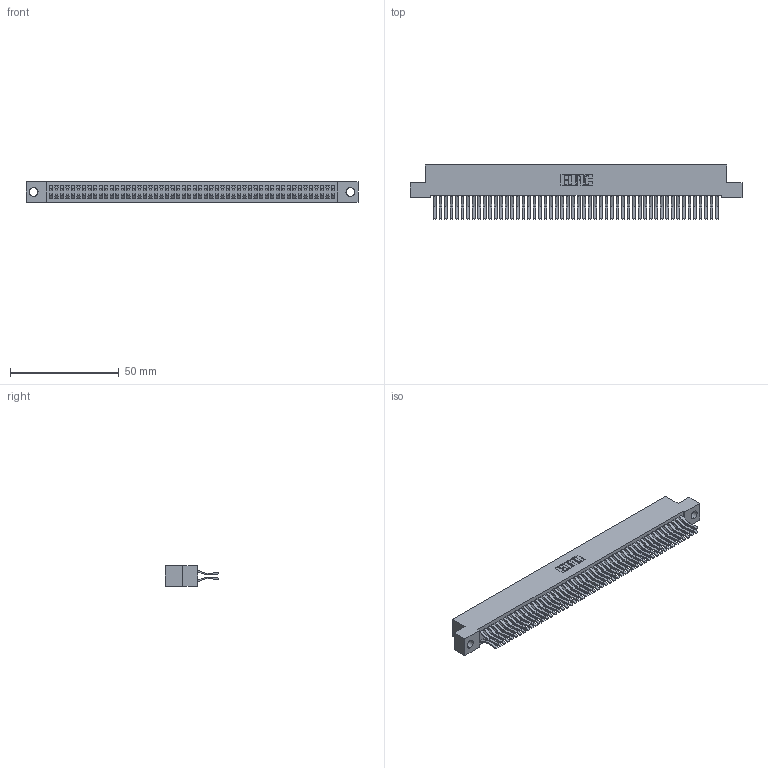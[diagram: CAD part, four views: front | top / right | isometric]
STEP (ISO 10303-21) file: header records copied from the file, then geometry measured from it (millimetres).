
FILE_DESCRIPTION (( 'STEP AP203' ), '1' );
FILE_NAME ('342-104-560-204.STEP', '2018-08-14T06:34:47', ( '' ), ( '' ), 'SwSTEP 2.0', 'SolidWorks 2016', '' );
FILE_SCHEMA (( 'CONFIG_CONTROL_DESIGN' ));
Length unit declared in the file: inch
Products named in the file (3): 342 Part_.156 TH; 345-292-001_560 Tail; 342-104-560-204
Assembly tree (105 placements, depth 2):
  342-104-560-204
    342 Part_.156 TH
    345-292-001_560 Tail  x104
Bounding box: 152.4 x 24.78 x 9.4 mm (x, y, z)
Volume: 14336.2 mm3; surface area: 25043.6 mm2
Topology: 105 solids, 105 shells, 5726 faces, 17043 edges, 11222 vertices
Faces by surface type: plane 3810, cylinder 1916
Entity records: 32119 total; most frequent: CARTESIAN_POINT 5310, ORIENTED_EDGE 5246, DIRECTION 4523, EDGE_CURVE 2623, VECTOR 2491, LINE 2491, VERTEX_POINT 1746, AXIS2_PLACEMENT_3D 1016
